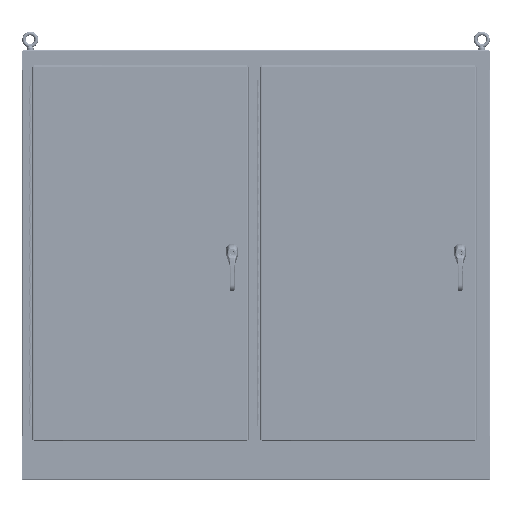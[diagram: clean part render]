
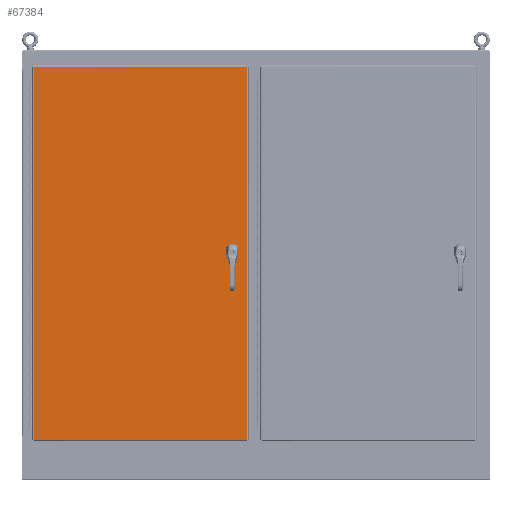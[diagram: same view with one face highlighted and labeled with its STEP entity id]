
A CAD part, top view. The second image highlights one B-rep face of the part: STEP entity #67384.
In plain terms, the highlighted planar face has unit normal (0, 0, 1).
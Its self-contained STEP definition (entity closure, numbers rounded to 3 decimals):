
#4766=FACE_BOUND($,#15395,.T.);
#4767=FACE_BOUND($,#15396,.T.);
#4768=FACE_BOUND($,#15397,.T.);
#4769=FACE_BOUND($,#15398,.T.);
#4770=FACE_BOUND($,#15399,.T.);
#6089=CIRCLE($,#72841,0.453);
#6091=CIRCLE($,#72845,0.453);
#6093=CIRCLE($,#72849,0.453);
#6095=CIRCLE($,#72853,0.453);
#6097=CIRCLE($,#72856,0.141);
#6099=CIRCLE($,#72859,0.141);
#6101=CIRCLE($,#72862,0.141);
#15395=EDGE_LOOP($,(#50877,#50878,#50879,#50880,#50881,#50882,#50883,#50884));
#15396=EDGE_LOOP($,(#50885));
#15397=EDGE_LOOP($,(#50886));
#15398=EDGE_LOOP($,(#50887));
#15399=EDGE_LOOP($,(#50888,#50889,#50890,#50891));
#20411=LINE($,#114724,#25484);
#20415=LINE($,#114736,#25488);
#20419=LINE($,#114748,#25492);
#20423=LINE($,#114760,#25496);
#20442=LINE($,#114828,#25515);
#20454=LINE($,#114942,#25527);
#20469=LINE($,#115062,#25542);
#20484=LINE($,#115181,#25557);
#25484=VECTOR($,#84854,0.427);
#25488=VECTOR($,#84866,0.427);
#25492=VECTOR($,#84878,0.427);
#25496=VECTOR($,#84890,0.427);
#25515=VECTOR($,#84945,62.563);
#25527=VECTOR($,#84969,35.813);
#25542=VECTOR($,#84998,62.563);
#25557=VECTOR($,#85027,35.813);
#30831=VERTEX_POINT($,#114721);
#30832=VERTEX_POINT($,#114723);
#30834=VERTEX_POINT($,#114729);
#30836=VERTEX_POINT($,#114735);
#30838=VERTEX_POINT($,#114741);
#30840=VERTEX_POINT($,#114747);
#30842=VERTEX_POINT($,#114753);
#30844=VERTEX_POINT($,#114759);
#30846=VERTEX_POINT($,#114768);
#30848=VERTEX_POINT($,#114773);
#30850=VERTEX_POINT($,#114778);
#30864=VERTEX_POINT($,#114816);
#30865=VERTEX_POINT($,#114827);
#30873=VERTEX_POINT($,#114931);
#30883=VERTEX_POINT($,#115051);
#37946=EDGE_CURVE($,#30832,#30831,#20411,.T.);
#37949=EDGE_CURVE($,#30834,#30832,#6089,.T.);
#37952=EDGE_CURVE($,#30836,#30834,#20415,.T.);
#37955=EDGE_CURVE($,#30838,#30836,#6091,.T.);
#37958=EDGE_CURVE($,#30840,#30838,#20419,.T.);
#37961=EDGE_CURVE($,#30842,#30840,#6093,.T.);
#37964=EDGE_CURVE($,#30844,#30842,#20423,.T.);
#37967=EDGE_CURVE($,#30831,#30844,#6095,.T.);
#37969=EDGE_CURVE($,#30846,#30846,#6097,.T.);
#37971=EDGE_CURVE($,#30848,#30848,#6099,.T.);
#37973=EDGE_CURVE($,#30850,#30850,#6101,.T.);
#37992=EDGE_CURVE($,#30865,#30864,#20442,.T.);
#38008=EDGE_CURVE($,#30864,#30873,#20454,.T.);
#38027=EDGE_CURVE($,#30873,#30883,#20469,.T.);
#38046=EDGE_CURVE($,#30883,#30865,#20484,.T.);
#50877=ORIENTED_EDGE($,*,*,#37946,.T.);
#50878=ORIENTED_EDGE($,*,*,#37967,.T.);
#50879=ORIENTED_EDGE($,*,*,#37964,.T.);
#50880=ORIENTED_EDGE($,*,*,#37961,.T.);
#50881=ORIENTED_EDGE($,*,*,#37958,.T.);
#50882=ORIENTED_EDGE($,*,*,#37955,.T.);
#50883=ORIENTED_EDGE($,*,*,#37952,.T.);
#50884=ORIENTED_EDGE($,*,*,#37949,.T.);
#50885=ORIENTED_EDGE($,*,*,#37969,.T.);
#50886=ORIENTED_EDGE($,*,*,#37971,.T.);
#50887=ORIENTED_EDGE($,*,*,#37973,.T.);
#50888=ORIENTED_EDGE($,*,*,#37992,.T.);
#50889=ORIENTED_EDGE($,*,*,#38008,.T.);
#50890=ORIENTED_EDGE($,*,*,#38027,.T.);
#50891=ORIENTED_EDGE($,*,*,#38046,.T.);
#65044=PLANE($,#72895);
#67384=ADVANCED_FACE($,(#4766,#4767,#4768,#4769,#4770),#65044,.T.);
#72841=AXIS2_PLACEMENT_3D($,#114730,#84860,#84861);
#72845=AXIS2_PLACEMENT_3D($,#114742,#84872,#84873);
#72849=AXIS2_PLACEMENT_3D($,#114754,#84884,#84885);
#72853=AXIS2_PLACEMENT_3D($,#114764,#84896,#84897);
#72856=AXIS2_PLACEMENT_3D($,#114769,#84902,#84903);
#72859=AXIS2_PLACEMENT_3D($,#114774,#84908,#84909);
#72862=AXIS2_PLACEMENT_3D($,#114779,#84914,#84915);
#72895=AXIS2_PLACEMENT_3D($,#115284,#85052,#85053);
#84854=DIRECTION($,(0.,1.,0.));
#84860=DIRECTION('center_axis',(0.,0.,-1.));
#84861=DIRECTION('ref_axis',(-0.882,-0.471,0.));
#84866=DIRECTION($,(-1.,0.,0.));
#84872=DIRECTION('center_axis',(0.,0.,-1.));
#84873=DIRECTION('ref_axis',(0.471,-0.882,0.));
#84878=DIRECTION($,(0.,-1.,0.));
#84884=DIRECTION('center_axis',(0.,0.,-1.));
#84885=DIRECTION('ref_axis',(0.882,0.471,0.));
#84890=DIRECTION($,(1.,0.,0.));
#84896=DIRECTION('center_axis',(0.,0.,-1.));
#84897=DIRECTION('ref_axis',(-0.471,0.882,0.));
#84902=DIRECTION('center_axis',(0.,0.,-1.));
#84903=DIRECTION('ref_axis',(-1.,0.,0.));
#84908=DIRECTION('center_axis',(0.,0.,-1.));
#84909=DIRECTION('ref_axis',(-1.,0.,0.));
#84914=DIRECTION('center_axis',(0.,0.,-1.));
#84915=DIRECTION('ref_axis',(-1.,0.,0.));
#84945=DIRECTION($,(0.,-1.,0.));
#84969=DIRECTION($,(1.,0.,0.));
#84998=DIRECTION($,(0.,1.,0.));
#85027=DIRECTION($,(-1.,0.,0.));
#85052=DIRECTION('center_axis',(0.,0.,1.));
#85053=DIRECTION('ref_axis',(1.,0.,0.));
#114721=CARTESIAN_POINT('',(33.101,31.714,0.125));
#114723=CARTESIAN_POINT('',(33.101,31.286,0.125));
#114724=CARTESIAN_POINT($,(33.101,31.607,0.125));
#114729=CARTESIAN_POINT('',(33.286,31.1,0.125));
#114730=CARTESIAN_POINT('Origin',(33.5,31.5,0.125));
#114735=CARTESIAN_POINT('',(33.714,31.101,0.125));
#114736=CARTESIAN_POINT($,(25.706,31.1,0.125));
#114741=CARTESIAN_POINT('',(33.9,31.286,0.125));
#114742=CARTESIAN_POINT('Origin',(33.5,31.5,0.125));
#114747=CARTESIAN_POINT('',(33.899,31.714,0.125));
#114748=CARTESIAN_POINT($,(33.9,31.393,0.125));
#114753=CARTESIAN_POINT('',(33.714,31.9,0.125));
#114754=CARTESIAN_POINT('Origin',(33.5,31.5,0.125));
#114759=CARTESIAN_POINT('',(33.286,31.899,0.125));
#114760=CARTESIAN_POINT($,(25.919,31.899,0.125));
#114764=CARTESIAN_POINT('Origin',(33.5,31.5,0.125));
#114768=CARTESIAN_POINT('',(33.641,32.385,0.125));
#114769=CARTESIAN_POINT('Origin',(33.5,32.385,0.125));
#114773=CARTESIAN_POINT('',(33.641,30.614,0.125));
#114774=CARTESIAN_POINT('Origin',(33.5,30.614,0.125));
#114778=CARTESIAN_POINT('',(33.641,30.122,0.125));
#114779=CARTESIAN_POINT('Origin',(33.5,30.122,0.125));
#114816=CARTESIAN_POINT('',(0.219,0.219,0.125));
#114827=CARTESIAN_POINT('',(0.219,62.781,0.125));
#114828=CARTESIAN_POINT($,(0.219,47.141,0.125));
#114931=CARTESIAN_POINT('',(36.031,0.219,0.125));
#114942=CARTESIAN_POINT($,(9.172,0.219,0.125));
#115051=CARTESIAN_POINT('',(36.031,62.781,0.125));
#115062=CARTESIAN_POINT($,(36.031,15.859,0.125));
#115181=CARTESIAN_POINT($,(27.078,62.781,0.125));
#115284=CARTESIAN_POINT('Origin',(18.125,31.5,0.125));
